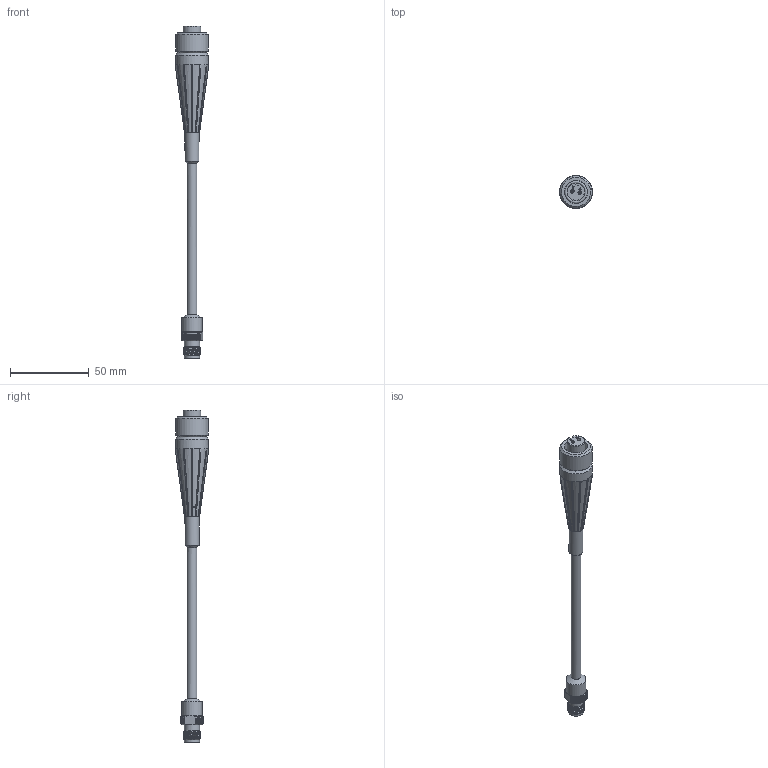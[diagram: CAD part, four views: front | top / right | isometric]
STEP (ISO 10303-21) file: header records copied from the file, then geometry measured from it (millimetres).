
FILE_DESCRIPTION(/* description */ (''),/* implementation_level */ '2;1');
FILE_NAME(/* name */ 'CMX2502.stp',/* time_stamp */ '2017-05-08T14:07:48-04:00',/* author */ ('aneininger'),/* organization */ (''),/* preprocessor_version */ 'ST-DEVELOPER v16.5',/* originating_system */ 'Autodesk Inventor 2017',/* authorisation */ '');
FILE_SCHEMA (('AUTOMOTIVE_DESIGN { 1 0 10303 214 3 1 1 }'));
Length unit declared in the file: inch
Products named in the file (1): CMX2502
Bounding box: 20.83 x 20.83 x 210.69 mm (x, y, z)
Volume: 20981.6 mm3; surface area: 9931.7 mm2
Topology: 1 solids, 1 shells, 461 faces, 1243 edges, 805 vertices
Faces by surface type: plane 282, cylinder 105, bspline 38, cone 31, torus 5
Full cylindrical faces by diameter (mm): 0.762 x3, 1.016 x1, 1.27 x2, 1.727 x2, 2.121 x1, 2.235 x1, 2.286 x2, 2.565 x1, 3.81 x1, 4.699 x1, 6.223 x1, 6.35 x1, 6.731 x1, 8.204 x1, 8.89 x1, 9.652 x2, 12.7 x1, 14.605 x1, 14.732 x1, 15.875 x1, 20.574 x1, 20.828 x1
Entity records: 16786 total; most frequent: CARTESIAN_POINT 4887, DIRECTION 2462, ORIENTED_EDGE 2356, EDGE_CURVE 1176, AXIS2_PLACEMENT_3D 992, VERTEX_POINT 782, EDGE_LOOP 532, LINE 478
